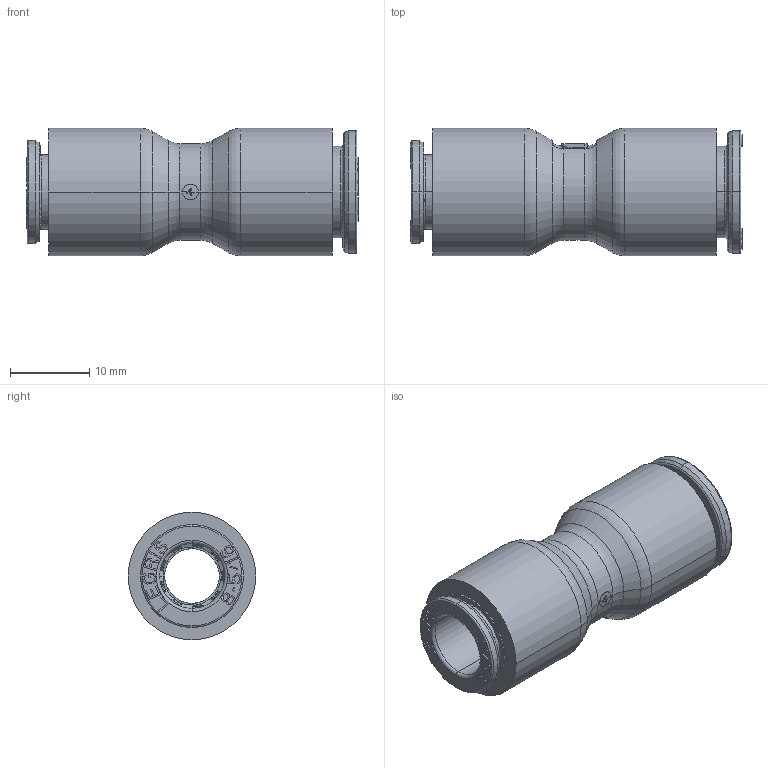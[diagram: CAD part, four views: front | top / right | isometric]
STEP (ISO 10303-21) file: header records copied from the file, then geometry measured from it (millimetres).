
FILE_DESCRIPTION(('STEP AP214'),'1');
FILE_NAME('6806_08_10.stp','2016-07-07T14:41:51',('TraceParts'),('TraceParts S.A.'),'Spatial InterOp 3D',' ',' ');
FILE_SCHEMA(('automotive_design'));
Length unit declared in the file: millimetre
Products named in the file (11): V806-08-10_ASM|Next assembly relationship#44110-19_ASM|Next assembly relationship#44110-32;44110-32; V806-08-10_ASM|Next assembly relationship#44110-19_ASM|Next assembly relationship#44110;44110; V806-08-10_ASM|Next assembly relationship#44110-19_ASM|Next assembly relationship#44110-30;44110-30; V806-08-10_ASM|Next assembly relationship#44110-19_ASM|Next assembly relationship#44110-40;44110-40; V806-08-10_ASM|Next assembly relationship#44108-24_ASM|Next assembly relationship#44108-30;44108-30; V806-08-10_ASM|Next assembly relationship#44108-24_ASM|Next assembly relationship#44108-32;44108-32; V806-08-10_ASM|Next assembly relationship#44108-24_ASM|Next assembly relationship#44108;44108; V806-08-10_ASM|Next assembly relationship#44108-24_ASM|Next assembly relationship#44108-41;44108-41; V806-08-10_ASM|Next assembly relationship#44520-61;44520-61; V806-08-10_ASM|Next assembly relationship#44110-11-10-ASM;44110-11-10-ASM; V806-08-10_ASM|Next assembly relationship#44108-11-10-ASM;44108-11-10-ASM
Bounding box: 41.9 x 16.1 x 16.1 mm (x, y, z)
Volume: 4373.7 mm3; surface area: 7450.9 mm2
Topology: 11 solids, 11 shells, 1341 faces, 3480 edges, 2204 vertices
Faces by surface type: plane 677, cylinder 183, torus 171, cone 164, bspline 144, sphere 2
Entity records: 46126 total; most frequent: CARTESIAN_POINT 13757, ORIENTED_EDGE 6956, DIRECTION 6325, EDGE_CURVE 3478, VERTEX_POINT 2204, LINE 2197, VECTOR 2197, AXIS2_PLACEMENT_3D 2064
